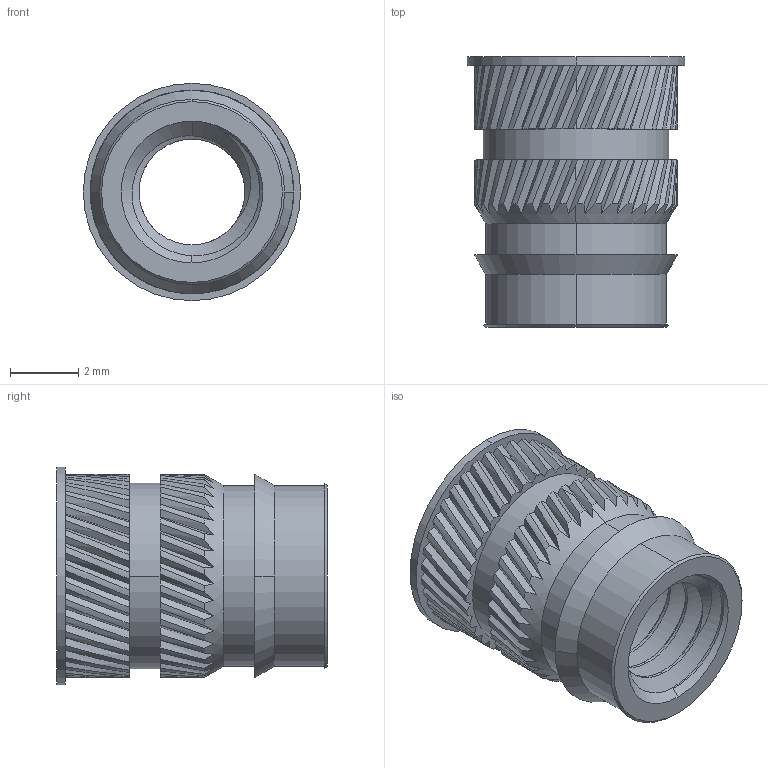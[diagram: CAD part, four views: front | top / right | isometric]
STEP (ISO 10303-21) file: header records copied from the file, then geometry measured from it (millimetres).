
FILE_DESCRIPTION (( 'STEP AP203' ), '1' );
FILE_NAME ('94180A353_Tapered Heat-Set Inserts for Plastic.STEP', '2021-09-10T02:54:57', ( 'Administrator' ), ( 'Managed by Terraform' ), 'SwSTEP 2.0', 'SolidWorks 2017', '' );
FILE_SCHEMA (( 'CONFIG_CONTROL_DESIGN' ));
Length unit declared in the file: millimetre
Products named in the file (1): 94180A353_Tapered Heat-Set Inserts for Plastic
Bounding box: 6.35 x 7.9 x 6.35 mm (x, y, z)
Volume: 114.9 mm3; surface area: 360.4 mm2
Topology: 1 solids, 1 shells, 268 faces, 780 edges, 519 vertices
Faces by surface type: bspline 147, cylinder 104, cone 10, plane 7
Entity records: 12373 total; most frequent: CARTESIAN_POINT 7149, ORIENTED_EDGE 1560, EDGE_CURVE 780, DIRECTION 635, VERTEX_POINT 519, AXIS2_PLACEMENT_3D 297, EDGE_LOOP 275, FACE_OUTER_BOUND 268
